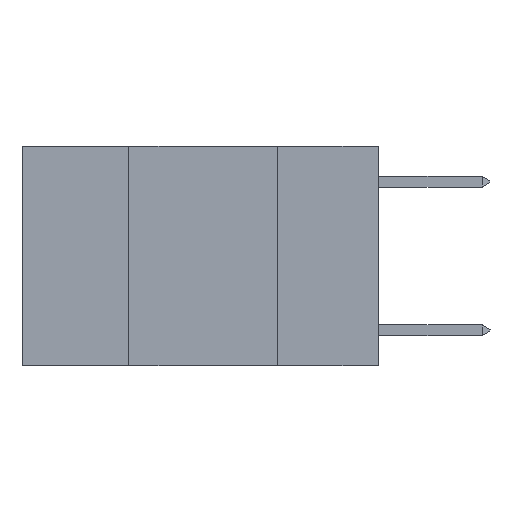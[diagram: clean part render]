
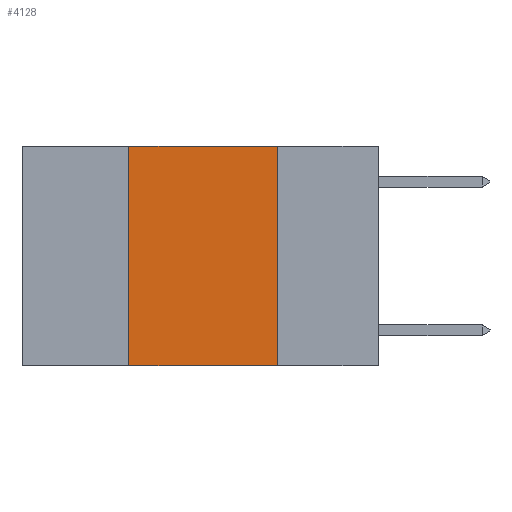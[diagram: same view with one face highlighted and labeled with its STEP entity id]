
A CAD part, left-side view. The second image highlights one B-rep face of the part: STEP entity #4128.
In plain terms, the highlighted planar face has unit normal (-1, 0, 0).
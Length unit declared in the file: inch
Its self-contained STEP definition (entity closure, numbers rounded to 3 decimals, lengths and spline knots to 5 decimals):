
#187 = LINE ( 'NONE', #14258, #13648 ) ;
#266 = DIRECTION ( 'NONE',  ( 1., 0., 0. ) ) ;
#711 = VECTOR ( 'NONE', #11629, 39.37008 ) ;
#1238 = DIRECTION ( 'NONE',  ( 0., -1., 0. ) ) ;
#2950 = VERTEX_POINT ( 'NONE', #14465 ) ;
#3352 = VERTEX_POINT ( 'NONE', #15286 ) ;
#3558 = ORIENTED_EDGE ( 'NONE', *, *, #10520, .T. ) ;
#3562 = CARTESIAN_POINT ( 'NONE',  ( 0., 0.6, -0.37 ) ) ;
#3583 = CARTESIAN_POINT ( 'NONE',  ( 0., 0.42, 0. ) ) ;
#4128 = ADVANCED_FACE ( 'NONE', ( #9428 ), #14162, .F. ) ;
#4629 = EDGE_LOOP ( 'NONE', ( #10536, #16097, #11706, #3558 ) ) ;
#5198 = EDGE_CURVE ( 'NONE', #7954, #3352, #16336, .T. ) ;
#6699 = DIRECTION ( 'NONE',  ( 0., 0., 1. ) ) ;
#6700 = AXIS2_PLACEMENT_3D ( 'NONE', #7882, #266, #9134 ) ;
#7148 = CARTESIAN_POINT ( 'NONE',  ( 0., 0.17, -0.37 ) ) ;
#7150 = EDGE_CURVE ( 'NONE', #3352, #8516, #7476, .T. ) ;
#7380 = VECTOR ( 'NONE', #13643, 39.37008 ) ;
#7476 = LINE ( 'NONE', #12897, #711 ) ;
#7882 = CARTESIAN_POINT ( 'NONE',  ( 0., 0.6, 0. ) ) ;
#7954 = VERTEX_POINT ( 'NONE', #3583 ) ;
#8516 = VERTEX_POINT ( 'NONE', #7148 ) ;
#9134 = DIRECTION ( 'NONE',  ( 0., 0., -1. ) ) ;
#9428 = FACE_OUTER_BOUND ( 'NONE', #4629, .T. ) ;
#10520 = EDGE_CURVE ( 'NONE', #2950, #8516, #11112, .T. ) ;
#10536 = ORIENTED_EDGE ( 'NONE', *, *, #7150, .F. ) ;
#11112 = LINE ( 'NONE', #3562, #7380 ) ;
#11362 = CARTESIAN_POINT ( 'NONE',  ( 0., 0.6, 0. ) ) ;
#11378 = EDGE_CURVE ( 'NONE', #2950, #7954, #187, .T. ) ;
#11629 = DIRECTION ( 'NONE',  ( 0., 0., -1. ) ) ;
#11706 = ORIENTED_EDGE ( 'NONE', *, *, #11378, .F. ) ;
#12897 = CARTESIAN_POINT ( 'NONE',  ( 0., 0.17, 0. ) ) ;
#13643 = DIRECTION ( 'NONE',  ( 0., -1., 0. ) ) ;
#13648 = VECTOR ( 'NONE', #6699, 39.37008 ) ;
#14162 = PLANE ( 'NONE',  #6700 ) ;
#14258 = CARTESIAN_POINT ( 'NONE',  ( 0., 0.42, 0. ) ) ;
#14465 = CARTESIAN_POINT ( 'NONE',  ( 0., 0.42, -0.37 ) ) ;
#15286 = CARTESIAN_POINT ( 'NONE',  ( 0., 0.17, 0. ) ) ;
#15922 = VECTOR ( 'NONE', #1238, 39.37008 ) ;
#16097 = ORIENTED_EDGE ( 'NONE', *, *, #5198, .F. ) ;
#16336 = LINE ( 'NONE', #11362, #15922 ) ;
